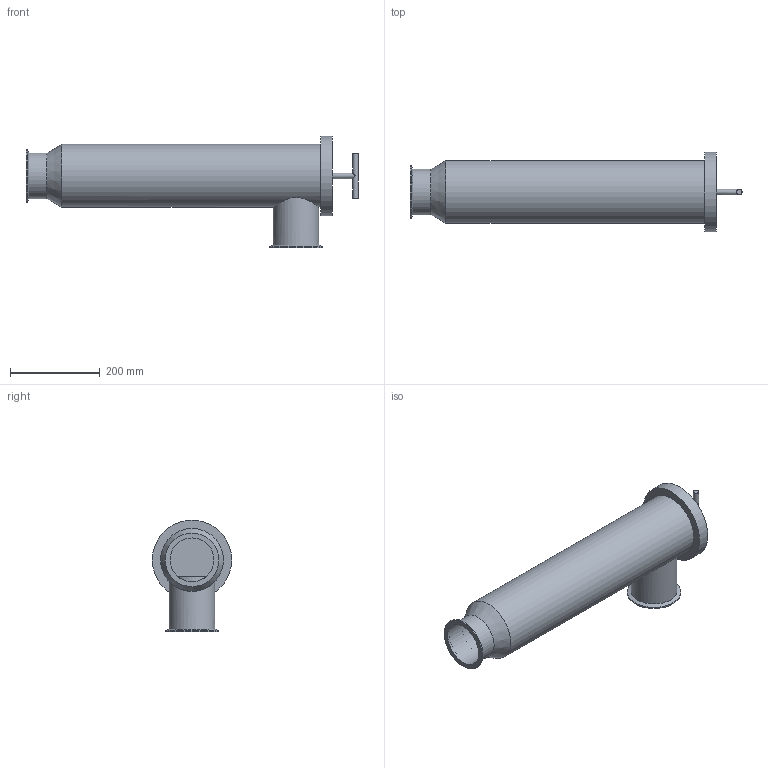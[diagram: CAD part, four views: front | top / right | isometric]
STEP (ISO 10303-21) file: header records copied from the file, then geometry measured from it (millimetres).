
FILE_DESCRIPTION(/* description */ (''),/* implementation_level */ '2;1');
FILE_NAME(/* name */ 'STE_40.stp',/* time_stamp */ '2021-08-20T14:33:42+09:00',/* author */ ('nishioka'),/* organization */ (''),/* preprocessor_version */ 'ST-DEVELOPER v18.1',/* originating_system */ 'Autodesk Inventor 2021',/* authorisation */ '');
FILE_SCHEMA (('AUTOMOTIVE_DESIGN { 1 0 10303 214 3 1 1 }'));
Length unit declared in the file: millimetre
Products named in the file (1): STE_40
Bounding box: 737.8 x 176.6 x 248.3 mm (x, y, z)
Volume: 5790954.5 mm3; surface area: 603563.5 mm2
Topology: 1 solids, 1 shells, 26 faces, 51 edges, 33 vertices
Faces by surface type: cylinder 14, plane 9, cone 3
Full cylindrical faces by diameter (mm): 12 x2, 97.6 x2, 101.6 x2, 119 x2, 139.8 x1, 147.6 x1, 176.6 x1
Entity records: 855 total; most frequent: CARTESIAN_POINT 262, DIRECTION 124, ORIENTED_EDGE 102, AXIS2_PLACEMENT_3D 53, EDGE_CURVE 51, VERTEX_POINT 33, EDGE_LOOP 32, FACE_OUTER_BOUND 26
